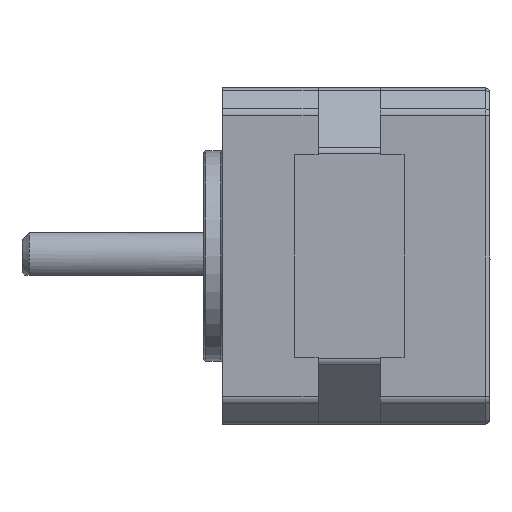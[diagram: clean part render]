
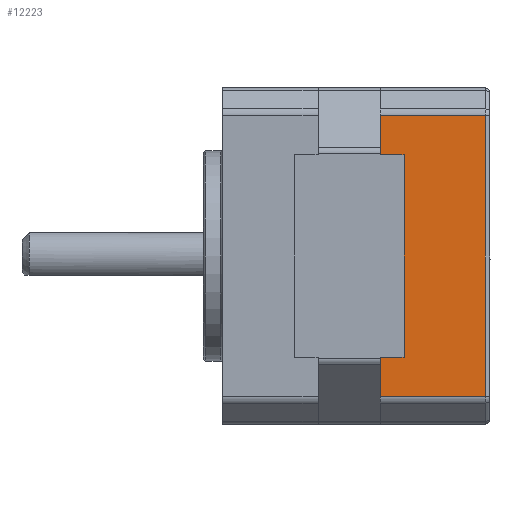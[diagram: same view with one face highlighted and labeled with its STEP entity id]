
A CAD part, left-side view. The second image highlights one B-rep face of the part: STEP entity #12223.
In plain terms, the highlighted planar face has unit normal (-1, 0, 0).
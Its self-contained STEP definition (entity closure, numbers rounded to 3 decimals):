
#419 = CARTESIAN_POINT ( 'NONE',  ( -17.6, -19., -10.6 ) ) ;
#700 = LINE ( 'NONE', #13895, #34654 ) ;
#931 = ORIENTED_EDGE ( 'NONE', *, *, #23770, .F. ) ;
#1606 = CARTESIAN_POINT ( 'NONE',  ( -17.6, -27.5, 17.6 ) ) ;
#1774 = FACE_OUTER_BOUND ( 'NONE', #4490, .T. ) ;
#1996 = CARTESIAN_POINT ( 'NONE',  ( -17.6, -16.5, -17.6 ) ) ;
#3148 = CARTESIAN_POINT ( 'NONE',  ( -17.6, -27.5, -14.686 ) ) ;
#3622 = VECTOR ( 'NONE', #25274, 1000. ) ;
#4008 = VERTEX_POINT ( 'NONE', #419 ) ;
#4292 = PLANE ( 'NONE',  #14472 ) ;
#4475 = CARTESIAN_POINT ( 'NONE',  ( -17.6, -16.5, 17.6 ) ) ;
#4490 = EDGE_LOOP ( 'NONE', ( #31411, #29822, #8410, #26282, #11161, #8109, #931, #19248 ) ) ;
#4498 = DIRECTION ( 'NONE',  ( 0., -1., 0. ) ) ;
#4897 = VECTOR ( 'NONE', #10267, 1000. ) ;
#5076 = LINE ( 'NONE', #1996, #22991 ) ;
#5160 = LINE ( 'NONE', #16363, #18158 ) ;
#6159 = LINE ( 'NONE', #14463, #3622 ) ;
#8109 = ORIENTED_EDGE ( 'NONE', *, *, #13752, .T. ) ;
#8131 = VERTEX_POINT ( 'NONE', #11119 ) ;
#8410 = ORIENTED_EDGE ( 'NONE', *, *, #16861, .T. ) ;
#8485 = VERTEX_POINT ( 'NONE', #27287 ) ;
#10267 = DIRECTION ( 'NONE',  ( 0., 0., 1. ) ) ;
#11119 = CARTESIAN_POINT ( 'NONE',  ( -17.6, -19., 10.6 ) ) ;
#11161 = ORIENTED_EDGE ( 'NONE', *, *, #31159, .T. ) ;
#12088 = VERTEX_POINT ( 'NONE', #24192 ) ;
#12223 = ADVANCED_FACE ( 'NONE', ( #1774 ), #4292, .T. ) ;
#13036 = DIRECTION ( 'NONE',  ( 0., 0., -1. ) ) ;
#13231 = LINE ( 'NONE', #34761, #26000 ) ;
#13752 = EDGE_CURVE ( 'NONE', #8131, #4008, #13231, .T. ) ;
#13886 = VERTEX_POINT ( 'NONE', #16656 ) ;
#13895 = CARTESIAN_POINT ( 'NONE',  ( -17.6, -16.5, 10.6 ) ) ;
#14463 = CARTESIAN_POINT ( 'NONE',  ( -17.6, -16.5, 17.6 ) ) ;
#14472 = AXIS2_PLACEMENT_3D ( 'NONE', #4475, #33995, #34349 ) ;
#16363 = CARTESIAN_POINT ( 'NONE',  ( -17.6, -16.5, 14.686 ) ) ;
#16656 = CARTESIAN_POINT ( 'NONE',  ( -17.6, -16.5, -14.686 ) ) ;
#16861 = EDGE_CURVE ( 'NONE', #8485, #27093, #5160, .T. ) ;
#18158 = VECTOR ( 'NONE', #24661, 1000. ) ;
#18238 = LINE ( 'NONE', #29159, #24202 ) ;
#19248 = ORIENTED_EDGE ( 'NONE', *, *, #25669, .T. ) ;
#20138 = DIRECTION ( 'NONE',  ( 0., -1., 0. ) ) ;
#20908 = LINE ( 'NONE', #1606, #4897 ) ;
#21125 = DIRECTION ( 'NONE',  ( 0., 0., -1. ) ) ;
#21793 = VECTOR ( 'NONE', #20138, 1000. ) ;
#22177 = DIRECTION ( 'NONE',  ( 0., -1., 0. ) ) ;
#22991 = VECTOR ( 'NONE', #21125, 1000. ) ;
#23011 = LINE ( 'NONE', #30548, #21793 ) ;
#23171 = VERTEX_POINT ( 'NONE', #3148 ) ;
#23770 = EDGE_CURVE ( 'NONE', #12088, #4008, #23011, .T. ) ;
#24192 = CARTESIAN_POINT ( 'NONE',  ( -17.6, -16.5, -10.6 ) ) ;
#24202 = VECTOR ( 'NONE', #4498, 1000. ) ;
#24661 = DIRECTION ( 'NONE',  ( 0., 1., 0. ) ) ;
#25274 = DIRECTION ( 'NONE',  ( 0., 0., -1. ) ) ;
#25669 = EDGE_CURVE ( 'NONE', #12088, #13886, #5076, .T. ) ;
#26000 = VECTOR ( 'NONE', #13036, 1000. ) ;
#26282 = ORIENTED_EDGE ( 'NONE', *, *, #30887, .T. ) ;
#26648 = EDGE_CURVE ( 'NONE', #13886, #23171, #18238, .T. ) ;
#27093 = VERTEX_POINT ( 'NONE', #31874 ) ;
#27287 = CARTESIAN_POINT ( 'NONE',  ( -17.6, -27.5, 14.686 ) ) ;
#29159 = CARTESIAN_POINT ( 'NONE',  ( -17.6, -16.5, -14.686 ) ) ;
#29822 = ORIENTED_EDGE ( 'NONE', *, *, #33579, .T. ) ;
#30283 = CARTESIAN_POINT ( 'NONE',  ( -17.6, -16.5, 10.6 ) ) ;
#30548 = CARTESIAN_POINT ( 'NONE',  ( -17.6, -16.5, -10.6 ) ) ;
#30887 = EDGE_CURVE ( 'NONE', #27093, #35626, #6159, .T. ) ;
#31159 = EDGE_CURVE ( 'NONE', #35626, #8131, #700, .T. ) ;
#31411 = ORIENTED_EDGE ( 'NONE', *, *, #26648, .T. ) ;
#31874 = CARTESIAN_POINT ( 'NONE',  ( -17.6, -16.5, 14.686 ) ) ;
#33579 = EDGE_CURVE ( 'NONE', #23171, #8485, #20908, .T. ) ;
#33995 = DIRECTION ( 'NONE',  ( -1., 0., 0. ) ) ;
#34349 = DIRECTION ( 'NONE',  ( 0., 0., 1. ) ) ;
#34654 = VECTOR ( 'NONE', #22177, 1000. ) ;
#34761 = CARTESIAN_POINT ( 'NONE',  ( -17.6, -19., 17.6 ) ) ;
#35626 = VERTEX_POINT ( 'NONE', #30283 ) ;
